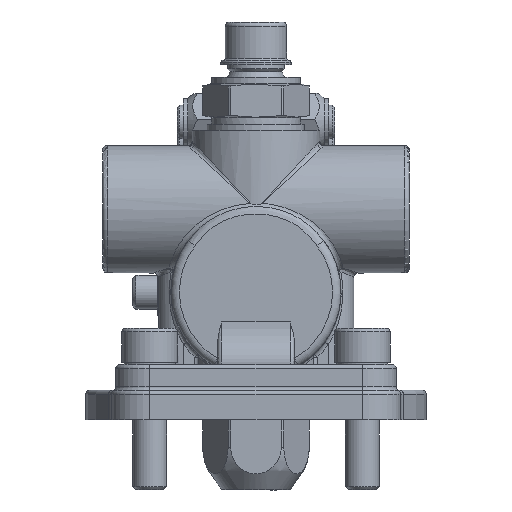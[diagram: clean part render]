
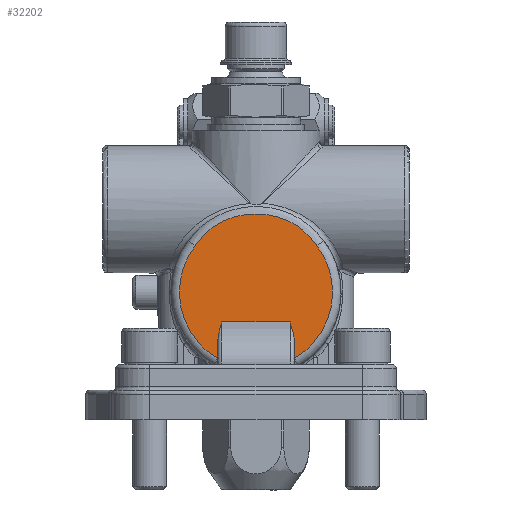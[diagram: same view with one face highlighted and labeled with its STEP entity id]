
A CAD part, left-side view. The second image highlights one B-rep face of the part: STEP entity #32202.
In plain terms, the highlighted planar face has unit normal (-1, 0, 0).
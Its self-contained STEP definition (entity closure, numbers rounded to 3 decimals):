
#32119=CARTESIAN_POINT('',(-25.5,0.,29.));
#32120=DIRECTION('',(-1.0,0.0,0.0));
#32121=DIRECTION('',(0.0,0.0,1.0));
#32122=AXIS2_PLACEMENT_3D('',#32119,#32120,#32121);
#32123=PLANE('',#32122);
#32124=CARTESIAN_POINT('',(-25.5,9.,13.412));
#32125=VERTEX_POINT('',#32124);
#32126=CARTESIAN_POINT('',(-25.5,14.312,39.917));
#32127=VERTEX_POINT('',#32126);
#32128=CARTESIAN_POINT('',(-25.5,0.,29.));
#32129=DIRECTION('',(1.0,0.0,0.0));
#32130=DIRECTION('',(0.0,0.0,1.0));
#32131=AXIS2_PLACEMENT_3D('',#32128,#32129,#32130);
#32132=CIRCLE('',#32131,18.0);
#32133=EDGE_CURVE('',#32125,#32127,#32132,.T.);
#32134=ORIENTED_EDGE('',*,*,#32133,.F.);
#32135=CARTESIAN_POINT('',(-25.5,9.,17.417));
#32136=VERTEX_POINT('',#32135);
#32137=CARTESIAN_POINT('',(-25.5,9.,13.412));
#32138=DIRECTION('',(0.0,0.0,1.0));
#32139=VECTOR('',#32138,4.006);
#32140=LINE('',#32137,#32139);
#32141=EDGE_CURVE('',#32125,#32136,#32140,.T.);
#32142=ORIENTED_EDGE('',*,*,#32141,.T.);
#32143=CARTESIAN_POINT('',(-25.5,8.,22.0));
#32144=VERTEX_POINT('',#32143);
#32145=CARTESIAN_POINT('',(-25.5,9.,17.417));
#32146=CARTESIAN_POINT('',(-25.5,9.,18.899));
#32147=CARTESIAN_POINT('',(-25.5,8.447,20.588));
#32148=CARTESIAN_POINT('',(-25.5,8.,22.0));
#32149=B_SPLINE_CURVE_WITH_KNOTS('',3,(#32145,#32146,#32147,#32148),.UNSPECIFIED.,.F.,.U.,(4,4),(0.913,1.357),.UNSPECIFIED.);
#32150=EDGE_CURVE('',#32144,#32136,#32149,.F.);
#32151=ORIENTED_EDGE('',*,*,#32150,.F.);
#32152=CARTESIAN_POINT('',(-25.5,-8.,22.0));
#32153=VERTEX_POINT('',#32152);
#32154=CARTESIAN_POINT('',(-25.5,-8.,22.0));
#32155=DIRECTION('',(0.0,1.0,0.0));
#32156=VECTOR('',#32155,16.);
#32157=LINE('',#32154,#32156);
#32158=EDGE_CURVE('',#32153,#32144,#32157,.T.);
#32159=ORIENTED_EDGE('',*,*,#32158,.F.);
#32160=CARTESIAN_POINT('',(-25.5,-9.,17.417));
#32161=VERTEX_POINT('',#32160);
#32162=CARTESIAN_POINT('',(-25.5,-8.,22.0));
#32163=CARTESIAN_POINT('',(-25.5,-8.447,20.588));
#32164=CARTESIAN_POINT('',(-25.5,-9.,18.899));
#32165=CARTESIAN_POINT('',(-25.5,-9.,17.417));
#32166=B_SPLINE_CURVE_WITH_KNOTS('',3,(#32162,#32163,#32164,#32165),.UNSPECIFIED.,.F.,.U.,(4,4),(0.0,0.444),.UNSPECIFIED.);
#32167=EDGE_CURVE('',#32161,#32153,#32166,.F.);
#32168=ORIENTED_EDGE('',*,*,#32167,.F.);
#32169=CARTESIAN_POINT('',(-25.5,-9.,13.412));
#32170=VERTEX_POINT('',#32169);
#32171=CARTESIAN_POINT('',(-25.5,-9.,17.417));
#32172=DIRECTION('',(0.0,0.0,-1.0));
#32173=VECTOR('',#32172,4.006);
#32174=LINE('',#32171,#32173);
#32175=EDGE_CURVE('',#32161,#32170,#32174,.T.);
#32176=ORIENTED_EDGE('',*,*,#32175,.T.);
#32177=CARTESIAN_POINT('',(-25.5,-14.312,39.917));
#32178=VERTEX_POINT('',#32177);
#32179=CARTESIAN_POINT('',(-25.5,0.,29.));
#32180=DIRECTION('',(1.0,0.0,0.0));
#32181=DIRECTION('',(0.0,0.0,1.0));
#32182=AXIS2_PLACEMENT_3D('',#32179,#32180,#32181);
#32183=CIRCLE('',#32182,18.0);
#32184=EDGE_CURVE('',#32178,#32170,#32183,.T.);
#32185=ORIENTED_EDGE('',*,*,#32184,.F.);
#32186=CARTESIAN_POINT('',(-25.5,14.312,39.917));
#32187=CARTESIAN_POINT('',(-25.5,13.827,40.552));
#32188=CARTESIAN_POINT('',(-25.5,12.849,41.819));
#32189=CARTESIAN_POINT('',(-25.5,10.602,44.118));
#32190=CARTESIAN_POINT('',(-25.5,7.143,46.227));
#32191=CARTESIAN_POINT('',(-25.5,0.841,47.796));
#32192=CARTESIAN_POINT('',(-25.5,-5.727,47.051));
#32193=CARTESIAN_POINT('',(-25.5,-10.598,44.13));
#32194=CARTESIAN_POINT('',(-25.5,-12.839,41.827));
#32195=CARTESIAN_POINT('',(-25.5,-13.827,40.552));
#32196=CARTESIAN_POINT('',(-25.5,-14.312,39.917));
#32197=B_SPLINE_CURVE_WITH_KNOTS('',3,(#32186,#32187,#32188,#32189,#32190,#32191,#32192,#32193,#32194,#32195,#32196),.UNSPECIFIED.,.F.,.U.,(4,1,1,1,1,1,1,1,4),(0.,0.24,0.48,0.959,1.439,2.398,2.878,3.117,3.357),.UNSPECIFIED.);
#32198=EDGE_CURVE('',#32127,#32178,#32197,.T.);
#32199=ORIENTED_EDGE('',*,*,#32198,.F.);
#32200=EDGE_LOOP('',(#32134,#32142,#32151,#32159,#32168,#32176,#32185,#32199));
#32201=FACE_OUTER_BOUND('',#32200,.T.);
#32202=ADVANCED_FACE('',(#32201),#32123,.T.);
